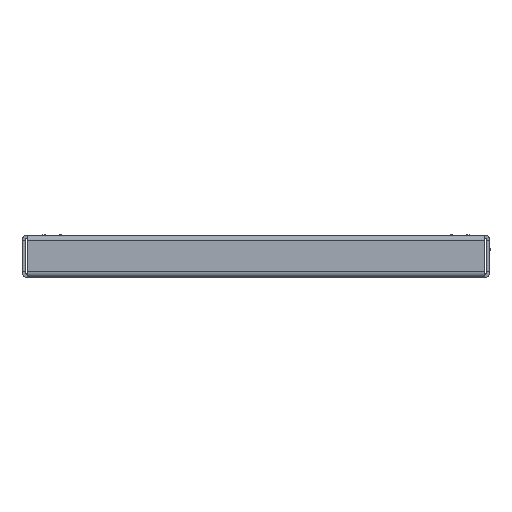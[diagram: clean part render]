
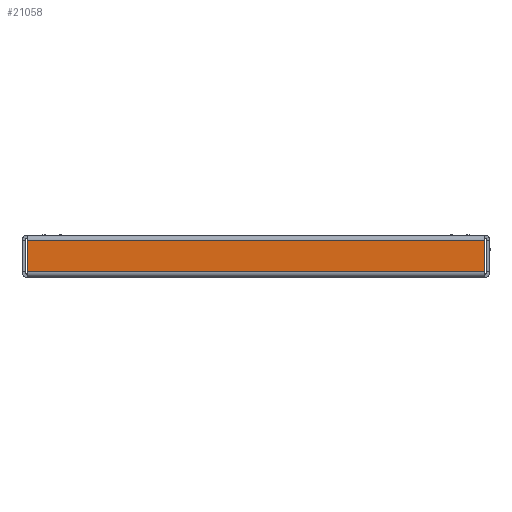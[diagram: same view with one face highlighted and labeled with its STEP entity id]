
A CAD part, front view. The second image highlights one B-rep face of the part: STEP entity #21058.
In plain terms, the highlighted planar face has unit normal (0, -1, 0).
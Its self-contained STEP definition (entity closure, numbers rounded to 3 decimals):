
#601 = VECTOR ( 'NONE', #4121, 1000. ) ;
#2288 = FACE_OUTER_BOUND ( 'NONE', #14142, .T. ) ;
#2445 = EDGE_CURVE ( 'NONE', #15613, #22001, #4162, .T. ) ;
#4029 = CARTESIAN_POINT ( 'NONE',  ( -146.5, -3.5, 0. ) ) ;
#4121 = DIRECTION ( 'NONE',  ( 1., 0., 0. ) ) ;
#4162 = LINE ( 'NONE', #4029, #19425 ) ;
#4524 = LINE ( 'NONE', #12805, #601 ) ;
#5353 = DIRECTION ( 'NONE',  ( 0., 0., 1. ) ) ;
#5538 = LINE ( 'NONE', #17888, #21755 ) ;
#5704 = ORIENTED_EDGE ( 'NONE', *, *, #22898, .T. ) ;
#8539 = PLANE ( 'NONE',  #21388 ) ;
#9595 = CARTESIAN_POINT ( 'NONE',  ( -146.5, -3.5, -3.5 ) ) ;
#10790 = EDGE_CURVE ( 'NONE', #15613, #20765, #5538, .T. ) ;
#11596 = CARTESIAN_POINT ( 'NONE',  ( 146.5, -3.5, 0. ) ) ;
#12541 = CARTESIAN_POINT ( 'NONE',  ( -146.5, -3.5, -23.5 ) ) ;
#12805 = CARTESIAN_POINT ( 'NONE',  ( -146.5, -3.5, -23.5 ) ) ;
#14142 = EDGE_LOOP ( 'NONE', ( #25265, #5704, #14547, #23671 ) ) ;
#14547 = ORIENTED_EDGE ( 'NONE', *, *, #10790, .F. ) ;
#15177 = CARTESIAN_POINT ( 'NONE',  ( 0., -3.5, 0. ) ) ;
#15356 = CARTESIAN_POINT ( 'NONE',  ( 146.5, -3.5, -23.5 ) ) ;
#15613 = VERTEX_POINT ( 'NONE', #9595 ) ;
#17888 = CARTESIAN_POINT ( 'NONE',  ( 146.5, -3.5, -3.5 ) ) ;
#19416 = EDGE_CURVE ( 'NONE', #22001, #26718, #4524, .T. ) ;
#19425 = VECTOR ( 'NONE', #25051, 1000. ) ;
#20765 = VERTEX_POINT ( 'NONE', #25282 ) ;
#21058 = ADVANCED_FACE ( 'NONE', ( #2288 ), #8539, .F. ) ;
#21388 = AXIS2_PLACEMENT_3D ( 'NONE', #15177, #25089, #25351 ) ;
#21755 = VECTOR ( 'NONE', #24125, 1000. ) ;
#22001 = VERTEX_POINT ( 'NONE', #12541 ) ;
#22898 = EDGE_CURVE ( 'NONE', #26718, #20765, #25971, .T. ) ;
#23671 = ORIENTED_EDGE ( 'NONE', *, *, #2445, .T. ) ;
#24125 = DIRECTION ( 'NONE',  ( 1., 0., 0. ) ) ;
#25051 = DIRECTION ( 'NONE',  ( 0., 0., -1. ) ) ;
#25089 = DIRECTION ( 'NONE',  ( 0., 1., 0. ) ) ;
#25265 = ORIENTED_EDGE ( 'NONE', *, *, #19416, .T. ) ;
#25282 = CARTESIAN_POINT ( 'NONE',  ( 146.5, -3.5, -3.5 ) ) ;
#25351 = DIRECTION ( 'NONE',  ( 0., 0., 1. ) ) ;
#25971 = LINE ( 'NONE', #11596, #26592 ) ;
#26592 = VECTOR ( 'NONE', #5353, 1000. ) ;
#26718 = VERTEX_POINT ( 'NONE', #15356 ) ;
